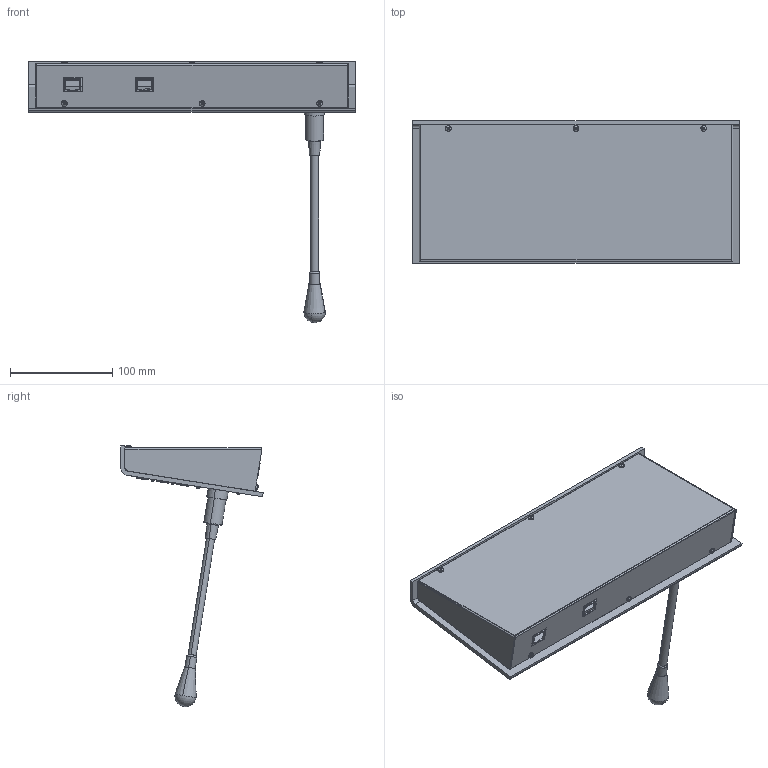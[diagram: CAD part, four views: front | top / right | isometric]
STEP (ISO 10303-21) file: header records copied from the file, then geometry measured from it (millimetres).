
FILE_DESCRIPTION (( 'STEP AP203' ), '1' );
FILE_NAME ('敆倳-狦 _ 鐃眓.425621.007.STEP', '2022-03-28T10:14:09', ( '' ), ( '' ), 'SwSTEP 2.0', 'SolidWorks 2020', '' );
FILE_SCHEMA (( 'CONFIG_CONTROL_DESIGN' ));
Length unit declared in the file: millimetre
Products named in the file (1): 敆倳-狦 _ 鐃眓.425621.007
Bounding box: 320 x 139.56 x 255.87 mm (x, y, z)
Volume: 273629.9 mm3; surface area: 265735.4 mm2
Topology: 72 solids, 72 shells, 1270 faces, 2844 edges, 1800 vertices
Faces by surface type: plane 669, cylinder 407, cone 82, torus 76, sphere 32, bspline 4
Entity records: 35819 total; most frequent: CARTESIAN_POINT 6633, DIRECTION 6490, ORIENTED_EDGE 5598, EDGE_CURVE 2799, AXIS2_PLACEMENT_3D 2516, VERTEX_POINT 1799, EDGE_LOOP 1502, LINE 1458
